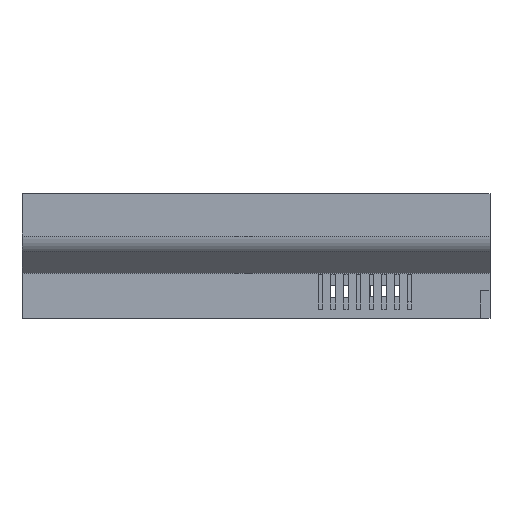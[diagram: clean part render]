
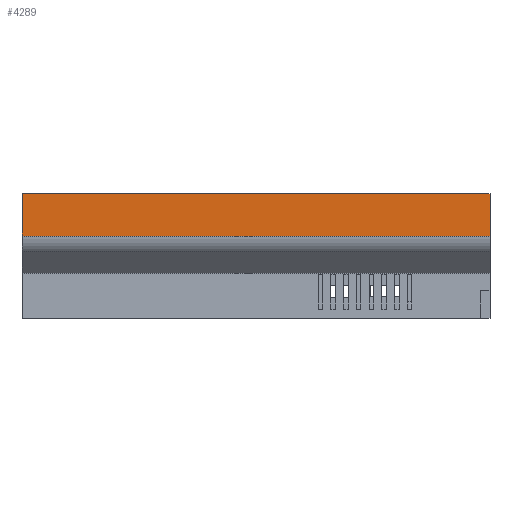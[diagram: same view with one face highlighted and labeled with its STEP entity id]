
A CAD part, front view. The second image highlights one B-rep face of the part: STEP entity #4289.
In plain terms, the highlighted planar face has unit normal (0, -1, 0).
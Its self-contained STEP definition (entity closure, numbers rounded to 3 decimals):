
#44 = PLANE('',#45);
#45 = AXIS2_PLACEMENT_3D('',#46,#47,#48);
#46 = CARTESIAN_POINT('',(0.05,55.,30.));
#47 = DIRECTION('',(1.,0.,0.));
#48 = DIRECTION('',(0.,0.,1.));
#385 = PLANE('',#386);
#386 = AXIS2_PLACEMENT_3D('',#387,#388,#389);
#387 = CARTESIAN_POINT('',(150.,48.047,20.592));
#388 = DIRECTION('',(1.,0.,0.));
#389 = DIRECTION('',(0.,0.,1.));
#1053 = VERTEX_POINT('',#1054);
#1054 = CARTESIAN_POINT('',(0.05,-9.,40.));
#1068 = PLANE('',#1069);
#1069 = AXIS2_PLACEMENT_3D('',#1070,#1071,#1072);
#1070 = CARTESIAN_POINT('',(-150.,102.,40.));
#1071 = DIRECTION('',(0.,0.,-1.));
#1072 = DIRECTION('',(0.,-1.,0.));
#1080 = EDGE_CURVE('',#1053,#1081,#1083,.T.);
#1081 = VERTEX_POINT('',#1082);
#1082 = CARTESIAN_POINT('',(0.05,-9.,26.399));
#1083 = SURFACE_CURVE('',#1084,(#1088,#1095),.PCURVE_S1.);
#1084 = LINE('',#1085,#1086);
#1085 = CARTESIAN_POINT('',(0.05,-9.,35.));
#1086 = VECTOR('',#1087,1.);
#1087 = DIRECTION('',(0.,0.,-1.));
#1088 = PCURVE('',#44,#1089);
#1089 = DEFINITIONAL_REPRESENTATION('',(#1090),#1094);
#1090 = LINE('',#1091,#1092);
#1091 = CARTESIAN_POINT('',(5.,64.));
#1092 = VECTOR('',#1093,1.);
#1093 = DIRECTION('',(-1.,0.));
#1094 = ( GEOMETRIC_REPRESENTATION_CONTEXT(2) 
PARAMETRIC_REPRESENTATION_CONTEXT() REPRESENTATION_CONTEXT('2D SPACE',''
  ) );
#1095 = PCURVE('',#1096,#1101);
#1096 = PLANE('',#1097);
#1097 = AXIS2_PLACEMENT_3D('',#1098,#1099,#1100);
#1098 = CARTESIAN_POINT('',(-150.,-9.,40.));
#1099 = DIRECTION('',(0.,1.,0.));
#1100 = DIRECTION('',(0.,0.,-1.));
#1101 = DEFINITIONAL_REPRESENTATION('',(#1102),#1106);
#1102 = LINE('',#1103,#1104);
#1103 = CARTESIAN_POINT('',(5.,-150.05));
#1104 = VECTOR('',#1105,1.);
#1105 = DIRECTION('',(1.,0.));
#1106 = ( GEOMETRIC_REPRESENTATION_CONTEXT(2) 
PARAMETRIC_REPRESENTATION_CONTEXT() REPRESENTATION_CONTEXT('2D SPACE',''
  ) );
#1129 = CYLINDRICAL_SURFACE('',#1130,7.);
#1130 = AXIS2_PLACEMENT_3D('',#1131,#1132,#1133);
#1131 = CARTESIAN_POINT('',(-150.,-2.,26.399));
#1132 = DIRECTION('',(-1.,0.,0.));
#1133 = DIRECTION('',(0.,1.,0.));
#2100 = VERTEX_POINT('',#2101);
#2101 = CARTESIAN_POINT('',(150.,-9.,40.));
#2122 = EDGE_CURVE('',#2100,#2123,#2125,.T.);
#2123 = VERTEX_POINT('',#2124);
#2124 = CARTESIAN_POINT('',(150.,-9.,26.399));
#2125 = SURFACE_CURVE('',#2126,(#2130,#2137),.PCURVE_S1.);
#2126 = LINE('',#2127,#2128);
#2127 = CARTESIAN_POINT('',(150.,-9.,40.));
#2128 = VECTOR('',#2129,1.);
#2129 = DIRECTION('',(0.,0.,-1.));
#2130 = PCURVE('',#385,#2131);
#2131 = DEFINITIONAL_REPRESENTATION('',(#2132),#2136);
#2132 = LINE('',#2133,#2134);
#2133 = CARTESIAN_POINT('',(19.408,57.047));
#2134 = VECTOR('',#2135,1.);
#2135 = DIRECTION('',(-1.,0.));
#2136 = ( GEOMETRIC_REPRESENTATION_CONTEXT(2) 
PARAMETRIC_REPRESENTATION_CONTEXT() REPRESENTATION_CONTEXT('2D SPACE',''
  ) );
#2137 = PCURVE('',#1096,#2138);
#2138 = DEFINITIONAL_REPRESENTATION('',(#2139),#2143);
#2139 = LINE('',#2140,#2141);
#2140 = CARTESIAN_POINT('',(0.,-300.));
#2141 = VECTOR('',#2142,1.);
#2142 = DIRECTION('',(1.,0.));
#2143 = ( GEOMETRIC_REPRESENTATION_CONTEXT(2) 
PARAMETRIC_REPRESENTATION_CONTEXT() REPRESENTATION_CONTEXT('2D SPACE',''
  ) );
#4267 = EDGE_CURVE('',#1081,#2123,#4268,.T.);
#4268 = SURFACE_CURVE('',#4269,(#4273,#4280),.PCURVE_S1.);
#4269 = LINE('',#4270,#4271);
#4270 = CARTESIAN_POINT('',(-150.,-9.,26.399));
#4271 = VECTOR('',#4272,1.);
#4272 = DIRECTION('',(1.,0.,0.));
#4273 = PCURVE('',#1129,#4274);
#4274 = DEFINITIONAL_REPRESENTATION('',(#4275),#4279);
#4275 = LINE('',#4276,#4277);
#4276 = CARTESIAN_POINT('',(-3.142,0.));
#4277 = VECTOR('',#4278,1.);
#4278 = DIRECTION('',(-0.,-1.));
#4279 = ( GEOMETRIC_REPRESENTATION_CONTEXT(2) 
PARAMETRIC_REPRESENTATION_CONTEXT() REPRESENTATION_CONTEXT('2D SPACE',''
  ) );
#4280 = PCURVE('',#1096,#4281);
#4281 = DEFINITIONAL_REPRESENTATION('',(#4282),#4286);
#4282 = LINE('',#4283,#4284);
#4283 = CARTESIAN_POINT('',(13.601,0.));
#4284 = VECTOR('',#4285,1.);
#4285 = DIRECTION('',(0.,-1.));
#4286 = ( GEOMETRIC_REPRESENTATION_CONTEXT(2) 
PARAMETRIC_REPRESENTATION_CONTEXT() REPRESENTATION_CONTEXT('2D SPACE',''
  ) );
#4289 = ADVANCED_FACE('',(#4290),#1096,.F.);
#4290 = FACE_BOUND('',#4291,.F.);
#4291 = EDGE_LOOP('',(#4292,#4293,#4314,#4315));
#4292 = ORIENTED_EDGE('',*,*,#1080,.F.);
#4293 = ORIENTED_EDGE('',*,*,#4294,.T.);
#4294 = EDGE_CURVE('',#1053,#2100,#4295,.T.);
#4295 = SURFACE_CURVE('',#4296,(#4300,#4307),.PCURVE_S1.);
#4296 = LINE('',#4297,#4298);
#4297 = CARTESIAN_POINT('',(-150.,-9.,40.));
#4298 = VECTOR('',#4299,1.);
#4299 = DIRECTION('',(1.,0.,0.));
#4300 = PCURVE('',#1096,#4301);
#4301 = DEFINITIONAL_REPRESENTATION('',(#4302),#4306);
#4302 = LINE('',#4303,#4304);
#4303 = CARTESIAN_POINT('',(0.,0.));
#4304 = VECTOR('',#4305,1.);
#4305 = DIRECTION('',(0.,-1.));
#4306 = ( GEOMETRIC_REPRESENTATION_CONTEXT(2) 
PARAMETRIC_REPRESENTATION_CONTEXT() REPRESENTATION_CONTEXT('2D SPACE',''
  ) );
#4307 = PCURVE('',#1068,#4308);
#4308 = DEFINITIONAL_REPRESENTATION('',(#4309),#4313);
#4309 = LINE('',#4310,#4311);
#4310 = CARTESIAN_POINT('',(111.,0.));
#4311 = VECTOR('',#4312,1.);
#4312 = DIRECTION('',(0.,-1.));
#4313 = ( GEOMETRIC_REPRESENTATION_CONTEXT(2) 
PARAMETRIC_REPRESENTATION_CONTEXT() REPRESENTATION_CONTEXT('2D SPACE',''
  ) );
#4314 = ORIENTED_EDGE('',*,*,#2122,.T.);
#4315 = ORIENTED_EDGE('',*,*,#4267,.F.);
